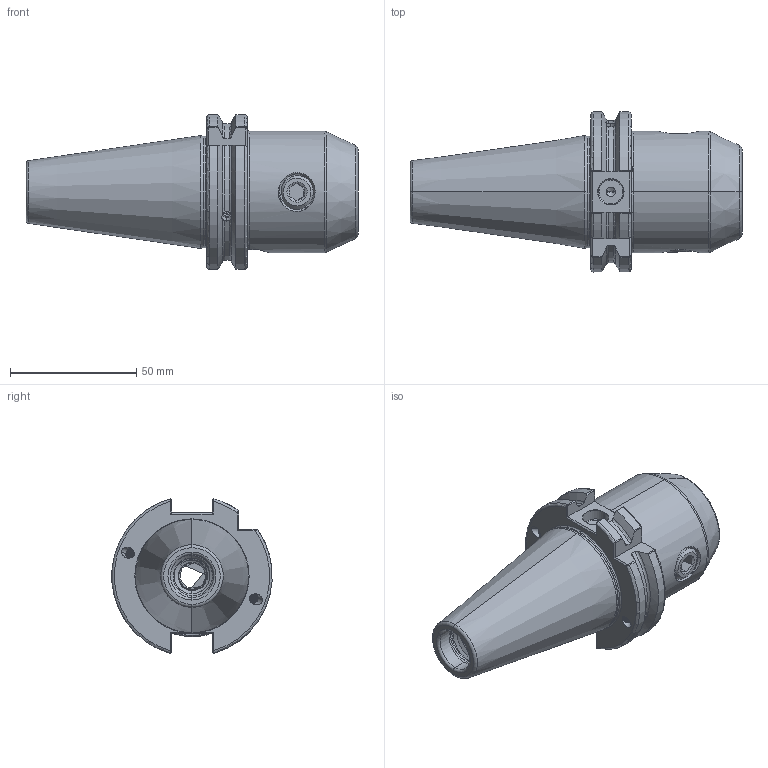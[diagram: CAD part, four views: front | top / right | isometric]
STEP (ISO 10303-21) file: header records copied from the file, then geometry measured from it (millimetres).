
FILE_DESCRIPTION (( 'STEP AP203' ), '1' );
FILE_NAME ('403.05.16.STEP', '2016-11-25T08:42:38', ( '' ), ( '' ), 'SwSTEP 2.0', 'SolidWorks 2012', '' );
FILE_SCHEMA (( 'CONFIG_CONTROL_DESIGN' ));
Length unit declared in the file: millimetre
Products named in the file (3): 403.05.16; 側固14_M14x2_16L
Assembly tree (2 placements, depth 2):
  403.05.16
    403.05.16
    側固14_M14x2_16L
Bounding box: 131.4 x 63.34 x 61.24 mm (x, y, z)
Volume: 162864.1 mm3; surface area: 33399.1 mm2
Topology: 2 solids, 2 shells, 374 faces, 1032 edges, 652 vertices
Faces by surface type: cylinder 179, plane 61, bspline 48, cone 46, torus 38, sphere 2
Entity records: 33841 total; most frequent: CARTESIAN_POINT 25473, ORIENTED_EDGE 2032, DIRECTION 1314, EDGE_CURVE 1016, VERTEX_POINT 652, AXIS2_PLACEMENT_3D 510, EDGE_LOOP 392, ADVANCED_FACE 374
